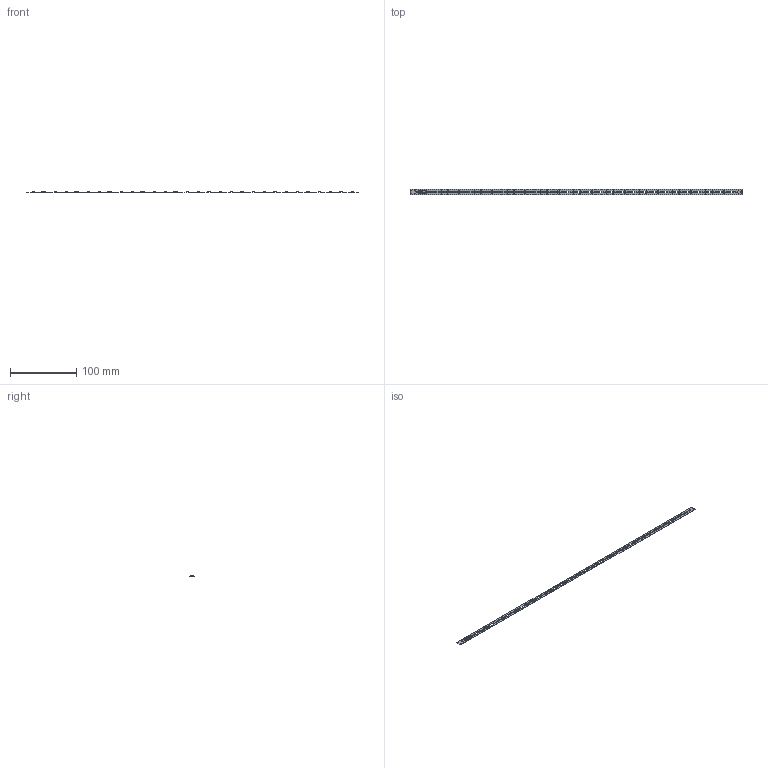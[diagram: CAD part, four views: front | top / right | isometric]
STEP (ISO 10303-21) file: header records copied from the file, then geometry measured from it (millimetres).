
FILE_DESCRIPTION (( 'STEP AP203' ), '1' );
FILE_NAME ('LUXslim Swerve 20200825.STEP', '2020-08-25T20:26:21', ( '' ), ( '' ), 'SwSTEP 2.0', 'SolidWorks 2017', '' );
FILE_SCHEMA (( 'CONFIG_CONTROL_DESIGN' ));
Length unit declared in the file: millimetre
Products named in the file (5): LUXslim Swerve 20200825; 400-0503 label rev 2; 1206_rotated; 100-0503 rev 1; Nichia 757_rotated
Assembly tree (42 placements, depth 2):
  LUXslim Swerve 20200825
    100-0503 rev 1
    1206_rotated  x10
    Nichia 757_rotated  x30
    400-0503 label rev 2
Bounding box: 502.54 x 8 x 0.8 mm (x, y, z)
Volume: 1001.4 mm3; surface area: 8487.2 mm2
Topology: 102 solids, 102 shells, 1603 faces, 4186 edges, 2894 vertices
Faces by surface type: plane 1106, cylinder 465, bspline 32
Entity records: 22096 total; most frequent: CARTESIAN_POINT 5981, DIRECTION 3005, ORIENTED_EDGE 2990, EDGE_CURVE 1495, AXIS2_PLACEMENT_3D 1061, VERTEX_POINT 1007, LINE 883, VECTOR 883
